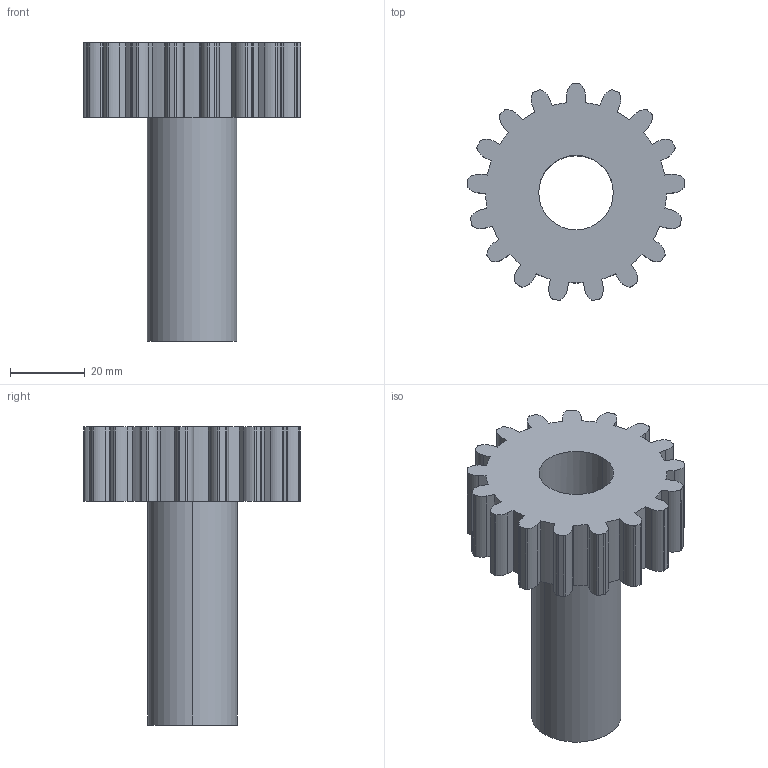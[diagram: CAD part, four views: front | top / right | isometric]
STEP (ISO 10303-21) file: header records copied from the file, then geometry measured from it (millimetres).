
FILE_DESCRIPTION (( 'STEP AP203' ), '1' );
FILE_NAME ('pinion_Default_sldprt.STEP', '2023-04-06T17:13:03', ( '' ), ( '' ), 'SwSTEP 2.0', 'SolidWorks 2021', '' );
FILE_SCHEMA (( 'CONFIG_CONTROL_DESIGN' ));
Length unit declared in the file: millimetre
Products named in the file (1): pinion_Default_sldprt
Bounding box: 58.4 x 58.16 x 80 mm (x, y, z)
Volume: 46536 mm3; surface area: 19229 mm2
Topology: 1 solids, 1 shells, 156 faces, 459 edges, 306 vertices
Faces by surface type: cylinder 98, plane 58
Entity records: 5362 total; most frequent: DIRECTION 971, CARTESIAN_POINT 922, ORIENTED_EDGE 918, EDGE_CURVE 459, AXIS2_PLACEMENT_3D 355, VERTEX_POINT 306, VECTOR 261, LINE 261
